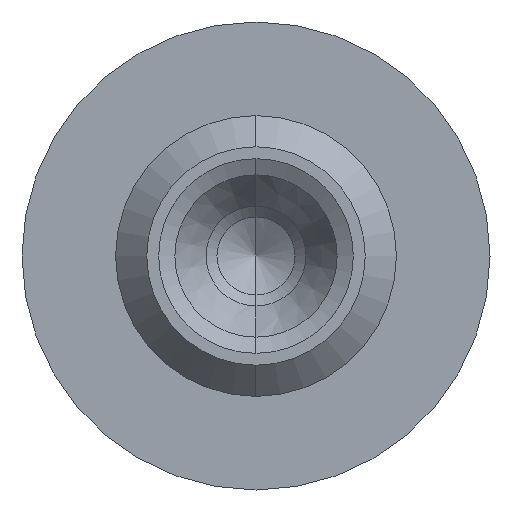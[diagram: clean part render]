
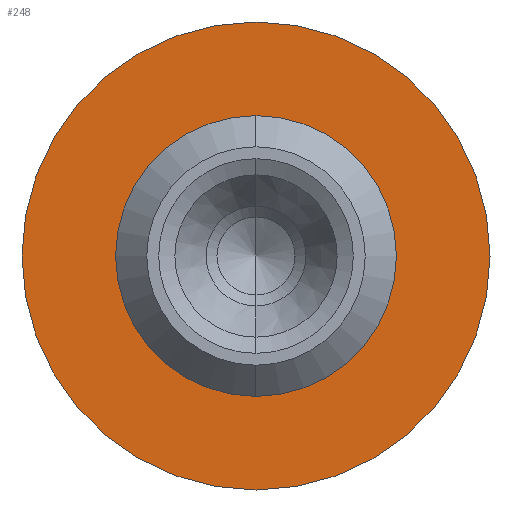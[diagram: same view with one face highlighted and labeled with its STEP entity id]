
A CAD part, left-side view. The second image highlights one B-rep face of the part: STEP entity #248.
In plain terms, the highlighted planar face has unit normal (-1, 0, 0).
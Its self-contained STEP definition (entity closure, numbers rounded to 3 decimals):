
#24 = VERTEX_POINT ( 'NONE', #521 ) ;
#56 = VERTEX_POINT ( 'NONE', #590 ) ;
#66 = DIRECTION ( 'NONE',  ( -1., 0., 0. ) ) ;
#72 = VERTEX_POINT ( 'NONE', #136 ) ;
#75 = EDGE_LOOP ( 'NONE', ( #385, #426 ) ) ;
#108 = CARTESIAN_POINT ( 'NONE',  ( -5., 0., 0. ) ) ;
#115 = CARTESIAN_POINT ( 'NONE',  ( -5., 0., 0. ) ) ;
#124 = CIRCLE ( 'NONE', #505, 4.5 ) ;
#128 = DIRECTION ( 'NONE',  ( 1., 0., 0. ) ) ;
#136 = CARTESIAN_POINT ( 'NONE',  ( -5., 0., 7.5 ) ) ;
#137 = PLANE ( 'NONE',  #311 ) ;
#140 = DIRECTION ( 'NONE',  ( 0., 0., -1. ) ) ;
#167 = DIRECTION ( 'NONE',  ( 0., 0., -1. ) ) ;
#194 = ORIENTED_EDGE ( 'NONE', *, *, #501, .F. ) ;
#223 = AXIS2_PLACEMENT_3D ( 'NONE', #447, #253, #167 ) ;
#225 = FACE_BOUND ( 'NONE', #75, .T. ) ;
#235 = DIRECTION ( 'NONE',  ( 0., 0., -1. ) ) ;
#241 = CIRCLE ( 'NONE', #419, 4.5 ) ;
#248 = ADVANCED_FACE ( 'NONE', ( #225, #598 ), #137, .F. ) ;
#253 = DIRECTION ( 'NONE',  ( 1., 0., 0. ) ) ;
#275 = DIRECTION ( 'NONE',  ( -1., 0., 0. ) ) ;
#311 = AXIS2_PLACEMENT_3D ( 'NONE', #547, #128, #140 ) ;
#320 = EDGE_CURVE ( 'NONE', #56, #24, #124, .T. ) ;
#329 = DIRECTION ( 'NONE',  ( 1., 0., 0. ) ) ;
#351 = DIRECTION ( 'NONE',  ( 0., 0., -1. ) ) ;
#379 = VERTEX_POINT ( 'NONE', #380 ) ;
#380 = CARTESIAN_POINT ( 'NONE',  ( -5., 0., -7.5 ) ) ;
#381 = EDGE_CURVE ( 'NONE', #379, #72, #506, .T. ) ;
#385 = ORIENTED_EDGE ( 'NONE', *, *, #320, .F. ) ;
#387 = DIRECTION ( 'NONE',  ( 0., 0., -1. ) ) ;
#410 = AXIS2_PLACEMENT_3D ( 'NONE', #108, #329, #387 ) ;
#419 = AXIS2_PLACEMENT_3D ( 'NONE', #115, #66, #351 ) ;
#420 = ORIENTED_EDGE ( 'NONE', *, *, #381, .F. ) ;
#426 = ORIENTED_EDGE ( 'NONE', *, *, #529, .F. ) ;
#447 = CARTESIAN_POINT ( 'NONE',  ( -5., 0., 0. ) ) ;
#461 = CARTESIAN_POINT ( 'NONE',  ( -5., 0., 0. ) ) ;
#501 = EDGE_CURVE ( 'NONE', #72, #379, #580, .T. ) ;
#505 = AXIS2_PLACEMENT_3D ( 'NONE', #461, #275, #235 ) ;
#506 = CIRCLE ( 'NONE', #410, 7.5 ) ;
#521 = CARTESIAN_POINT ( 'NONE',  ( -5., 0., 4.5 ) ) ;
#529 = EDGE_CURVE ( 'NONE', #24, #56, #241, .T. ) ;
#532 = EDGE_LOOP ( 'NONE', ( #420, #194 ) ) ;
#547 = CARTESIAN_POINT ( 'NONE',  ( -5., 0., 0. ) ) ;
#580 = CIRCLE ( 'NONE', #223, 7.5 ) ;
#590 = CARTESIAN_POINT ( 'NONE',  ( -5., 0., -4.5 ) ) ;
#598 = FACE_OUTER_BOUND ( 'NONE', #532, .T. ) ;
